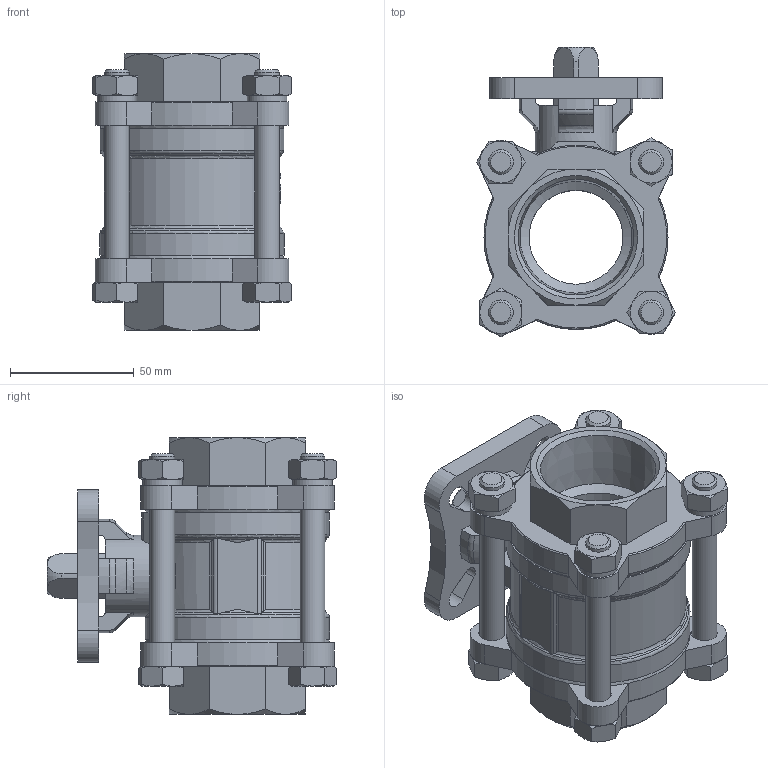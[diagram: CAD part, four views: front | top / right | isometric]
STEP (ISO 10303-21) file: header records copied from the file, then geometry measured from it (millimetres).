
FILE_DESCRIPTION(/* description */ ('STEP AP214'),/* implementation_level */ '2;1');
FILE_NAME(/* name */ '4809121_VZBE-11_2-T-63-T-2-F0507-V15V15',/* time_stamp */ '2024-09-18T01:38:48+02:00',/* author */ ('License CC BY-ND 4.0'),/* organization */ ('CADENAS'),/* preprocessor_version */ 'ST-DEVELOPER v19.3',/* originating_system */ 'PARTsolutions',/* authorisation */ ' ');
FILE_SCHEMA (('AUTOMOTIVE_DESIGN {1 0 10303 214 3 1 1}'));
Length unit declared in the file: millimetre
Products named in the file (1): 4809121 VZBE-11/2-T-63-T-2-F0507-V15V15
Bounding box: 80.44 x 117.22 x 112 mm (x, y, z)
Volume: 349339.7 mm3; surface area: 80603.6 mm2
Topology: 1 solids, 1 shells, 461 faces, 1169 edges, 735 vertices
Faces by surface type: plane 205, cone 131, cylinder 95, torus 30
Full cylindrical faces by diameter (mm): 10 x8, 10.5 x8, 16 x4, 33 x1, 36 x1, 38 x1, 74.5 x1
Entity records: 13952 total; most frequent: CARTESIAN_POINT 3397, ORIENTED_EDGE 2236, DIRECTION 2060, EDGE_CURVE 1118, AXIS2_PLACEMENT_3D 821, VERTEX_POINT 724, EDGE_LOOP 552, FACE_BOUND 552
